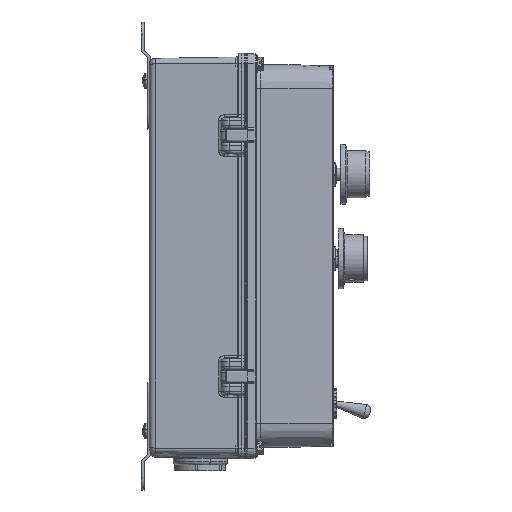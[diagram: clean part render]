
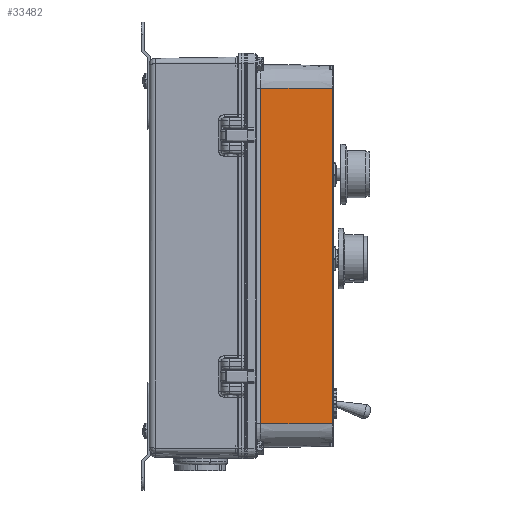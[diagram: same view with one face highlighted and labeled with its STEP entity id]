
A CAD part, top view. The second image highlights one B-rep face of the part: STEP entity #33482.
In plain terms, the highlighted planar face has unit normal (0.012, -0.002, 1).
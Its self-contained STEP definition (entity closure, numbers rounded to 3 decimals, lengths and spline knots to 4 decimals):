
#16750 = EDGE_CURVE ( 'NONE', #99386, #97906, #61104, .T. ) ;
#16763 = EDGE_CURVE ( 'NONE', #99917, #97913, #61105, .T. ) ;
#16989 = EDGE_CURVE ( 'NONE', #97906, #97913, #61411, .T. ) ;
#16991 = EDGE_CURVE ( 'NONE', #99917, #99386, #61412, .T. ) ;
#20149 = AXIS2_PLACEMENT_3D ( 'NONE', #32624, #32633, #32635 ) ;
#24884 = DIRECTION ( 'NONE',  ( -1., 0., 0.012 ) ) ;
#24888 = CARTESIAN_POINT ( 'NONE',  ( 0.0007, 3.475, 2.615 ) ) ;
#24901 = CARTESIAN_POINT ( 'NONE',  ( 0.0007, -3.475, 2.615 ) ) ;
#24922 = DIRECTION ( 'NONE',  ( -1., 0., 0.012 ) ) ;
#25372 = CARTESIAN_POINT ( 'NONE',  ( 0.3389, 3.475, 2.611 ) ) ;
#25375 = DIRECTION ( 'NONE',  ( 0., -1., 0. ) ) ;
#25393 = CARTESIAN_POINT ( 'NONE',  ( 1.8252, 3.475, 2.5933 ) ) ;
#25395 = DIRECTION ( 'NONE',  ( 0., 1., 0. ) ) ;
#30252 = FACE_OUTER_BOUND ( 'NONE', #85147, .T. ) ;
#32624 = CARTESIAN_POINT ( 'NONE',  ( 0.0007, 3.475, 2.615 ) ) ;
#32630 = PLANE ( 'NONE',  #20149 ) ;
#32633 = DIRECTION ( 'NONE',  ( 0.012, 0., 1. ) ) ;
#32635 = DIRECTION ( 'NONE',  ( 1., 0., -0.012 ) ) ;
#33482 = ADVANCED_FACE ( 'NONE', ( #30252 ), #32630, .T. ) ;
#56316 = CARTESIAN_POINT ( 'NONE',  ( 0.3389, 3.475, 2.611 ) ) ;
#56323 = CARTESIAN_POINT ( 'NONE',  ( 0.3389, -3.475, 2.611 ) ) ;
#57541 = CARTESIAN_POINT ( 'NONE',  ( 1.8252, 3.475, 2.5933 ) ) ;
#57962 = CARTESIAN_POINT ( 'NONE',  ( 1.8252, -3.475, 2.5933 ) ) ;
#61104 = LINE ( 'NONE', #24888, #61107 ) ;
#61105 = LINE ( 'NONE', #24901, #61115 ) ;
#61107 = VECTOR ( 'NONE', #24884, 39.3701 ) ;
#61115 = VECTOR ( 'NONE', #24922, 39.3701 ) ;
#61411 = LINE ( 'NONE', #25372, #61413 ) ;
#61412 = LINE ( 'NONE', #25393, #61415 ) ;
#61413 = VECTOR ( 'NONE', #25375, 39.3701 ) ;
#61415 = VECTOR ( 'NONE', #25395, 39.3701 ) ;
#85147 = EDGE_LOOP ( 'NONE', ( #90581, #90582, #90583, #90584 ) ) ;
#90581 = ORIENTED_EDGE ( 'NONE', *, *, #16750, .T. ) ;
#90582 = ORIENTED_EDGE ( 'NONE', *, *, #16989, .T. ) ;
#90583 = ORIENTED_EDGE ( 'NONE', *, *, #16763, .F. ) ;
#90584 = ORIENTED_EDGE ( 'NONE', *, *, #16991, .T. ) ;
#97906 = VERTEX_POINT ( 'NONE', #56316 ) ;
#97913 = VERTEX_POINT ( 'NONE', #56323 ) ;
#99386 = VERTEX_POINT ( 'NONE', #57541 ) ;
#99917 = VERTEX_POINT ( 'NONE', #57962 ) ;
